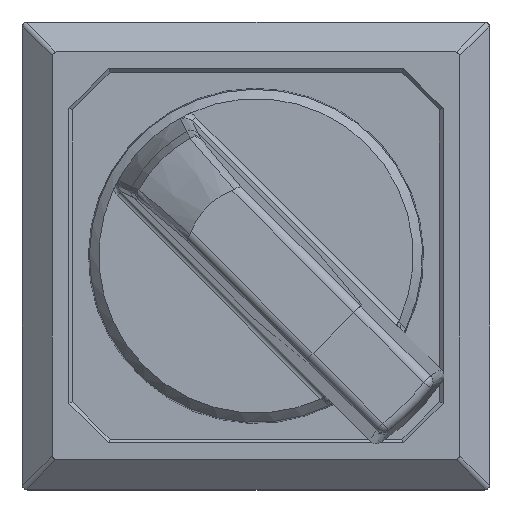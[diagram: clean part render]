
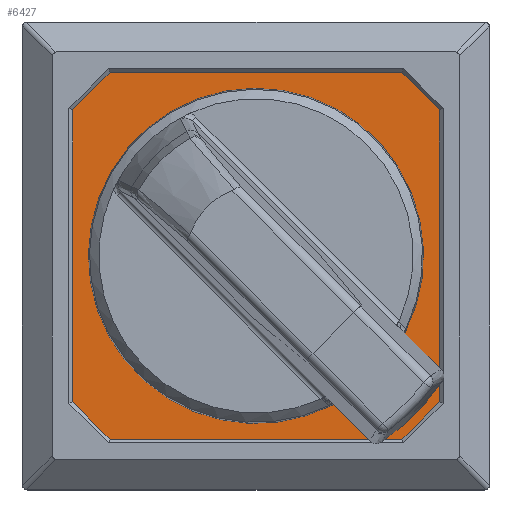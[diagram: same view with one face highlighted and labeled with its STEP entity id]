
A CAD part, top view. The second image highlights one B-rep face of the part: STEP entity #6427.
In plain terms, the highlighted planar face has unit normal (0, 0, 1).
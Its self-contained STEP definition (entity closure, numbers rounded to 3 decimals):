
#293=FACE_BOUND('',#1222,.T.);
#482=CIRCLE('',#6973,8.957);
#504=CIRCLE('',#7042,8.965);
#836=FACE_OUTER_BOUND('',#1221,.T.);
#1221=EDGE_LOOP('',(#5615,#5616,#5617,#5618,#5619,#5620,#5621,#5622));
#1222=EDGE_LOOP('',(#5623,#5624,#5625,#5626));
#1719=LINE('',#10431,#2293);
#1722=LINE('',#10436,#2296);
#1724=LINE('',#10440,#2298);
#1726=LINE('',#10444,#2300);
#1728=LINE('',#10450,#2302);
#1730=LINE('',#10454,#2304);
#1732=LINE('',#10458,#2306);
#1734=LINE('',#10461,#2308);
#1776=LINE('',#11020,#2350);
#1803=LINE('',#11694,#2377);
#2293=VECTOR('',#8373,10.);
#2296=VECTOR('',#8378,10.);
#2298=VECTOR('',#8382,10.);
#2300=VECTOR('',#8386,10.);
#2302=VECTOR('',#8394,10.);
#2304=VECTOR('',#8398,10.);
#2306=VECTOR('',#8402,10.);
#2308=VECTOR('',#8406,10.);
#2350=VECTOR('',#8606,10.);
#2377=VECTOR('',#8713,10.);
#2893=VERTEX_POINT('',#10428);
#2894=VERTEX_POINT('',#10430);
#2895=VERTEX_POINT('',#10434);
#2896=VERTEX_POINT('',#10438);
#2897=VERTEX_POINT('',#10442);
#2898=VERTEX_POINT('',#10449);
#2899=VERTEX_POINT('',#10453);
#2900=VERTEX_POINT('',#10457);
#2936=VERTEX_POINT('',#10674);
#2937=VERTEX_POINT('',#10675);
#2964=VERTEX_POINT('',#11019);
#2997=VERTEX_POINT('',#11690);
#3699=EDGE_CURVE('',#2893,#2894,#1719,.T.);
#3702=EDGE_CURVE('',#2895,#2893,#1722,.T.);
#3704=EDGE_CURVE('',#2896,#2895,#1724,.T.);
#3706=EDGE_CURVE('',#2897,#2896,#1726,.T.);
#3708=EDGE_CURVE('',#2894,#2898,#1728,.T.);
#3710=EDGE_CURVE('',#2898,#2899,#1730,.T.);
#3712=EDGE_CURVE('',#2899,#2900,#1732,.T.);
#3714=EDGE_CURVE('',#2900,#2897,#1734,.T.);
#3777=EDGE_CURVE('',#2936,#2937,#482,.T.);
#3824=EDGE_CURVE('',#2964,#2936,#1776,.T.);
#3891=EDGE_CURVE('',#2997,#2964,#504,.T.);
#3893=EDGE_CURVE('',#2937,#2997,#1803,.T.);
#5615=ORIENTED_EDGE('',*,*,#3714,.F.);
#5616=ORIENTED_EDGE('',*,*,#3712,.F.);
#5617=ORIENTED_EDGE('',*,*,#3710,.F.);
#5618=ORIENTED_EDGE('',*,*,#3708,.F.);
#5619=ORIENTED_EDGE('',*,*,#3699,.F.);
#5620=ORIENTED_EDGE('',*,*,#3702,.F.);
#5621=ORIENTED_EDGE('',*,*,#3704,.F.);
#5622=ORIENTED_EDGE('',*,*,#3706,.F.);
#5623=ORIENTED_EDGE('',*,*,#3824,.F.);
#5624=ORIENTED_EDGE('',*,*,#3891,.F.);
#5625=ORIENTED_EDGE('',*,*,#3893,.F.);
#5626=ORIENTED_EDGE('',*,*,#3777,.F.);
#6086=PLANE('',#7044);
#6427=ADVANCED_FACE('',(#836,#293),#6086,.T.);
#6973=AXIS2_PLACEMENT_3D('',#10676,#8526,#8527);
#7042=AXIS2_PLACEMENT_3D('',#11691,#8708,#8709);
#7044=AXIS2_PLACEMENT_3D('',#11695,#8714,#8715);
#8373=DIRECTION('',(1.,0.,0.));
#8378=DIRECTION('',(0.707,0.707,0.));
#8382=DIRECTION('',(0.,1.,0.));
#8386=DIRECTION('',(-0.707,0.707,0.));
#8394=DIRECTION('',(0.707,-0.707,0.));
#8398=DIRECTION('',(0.,-1.,0.));
#8402=DIRECTION('',(-0.707,-0.707,0.));
#8406=DIRECTION('',(-1.,0.,0.));
#8526=DIRECTION('center_axis',(0.,0.,1.));
#8527=DIRECTION('ref_axis',(-0.707,-0.707,0.));
#8606=DIRECTION('',(-0.707,0.707,0.));
#8708=DIRECTION('center_axis',(0.,0.,1.));
#8709=DIRECTION('ref_axis',(0.461,-0.887,0.));
#8713=DIRECTION('',(0.707,-0.707,0.));
#8714=DIRECTION('center_axis',(0.,0.,1.));
#8715=DIRECTION('ref_axis',(1.,0.,0.));
#10428=CARTESIAN_POINT('',(-7.344,9.469,25.29));
#10430=CARTESIAN_POINT('',(8.256,9.469,25.29));
#10431=CARTESIAN_POINT('',(-3.444,9.469,25.29));
#10434=CARTESIAN_POINT('',(-9.344,7.469,25.29));
#10436=CARTESIAN_POINT('',(-8.844,7.969,25.29));
#10438=CARTESIAN_POINT('',(-9.344,-8.131,25.29));
#10440=CARTESIAN_POINT('',(-9.344,-4.231,25.29));
#10442=CARTESIAN_POINT('',(-7.344,-10.131,25.29));
#10444=CARTESIAN_POINT('',(-7.844,-9.631,25.29));
#10449=CARTESIAN_POINT('',(10.256,7.469,25.29));
#10450=CARTESIAN_POINT('',(8.756,8.969,25.29));
#10453=CARTESIAN_POINT('',(10.256,-8.131,25.29));
#10454=CARTESIAN_POINT('',(10.256,3.569,25.29));
#10457=CARTESIAN_POINT('',(8.256,-10.131,25.29));
#10458=CARTESIAN_POINT('',(9.756,-8.631,25.29));
#10461=CARTESIAN_POINT('',(4.356,-10.131,25.29));
#10674=CARTESIAN_POINT('',(8.404,-4.461,25.29));
#10675=CARTESIAN_POINT('',(4.586,-8.279,25.29));
#10676=CARTESIAN_POINT('Origin',(0.456,-0.331,25.29));
#11019=CARTESIAN_POINT('',(8.41,-4.467,25.29));
#11020=CARTESIAN_POINT('',(5.406,-1.463,25.29));
#11690=CARTESIAN_POINT('',(4.592,-8.285,25.29));
#11691=CARTESIAN_POINT('Origin',(0.456,-0.331,25.29));
#11694=CARTESIAN_POINT('',(1.378,-5.071,25.29));
#11695=CARTESIAN_POINT('Origin',(0.475,-0.386,25.29));
